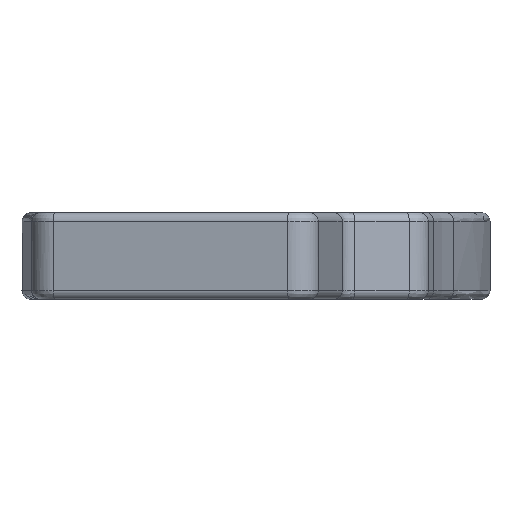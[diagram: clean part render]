
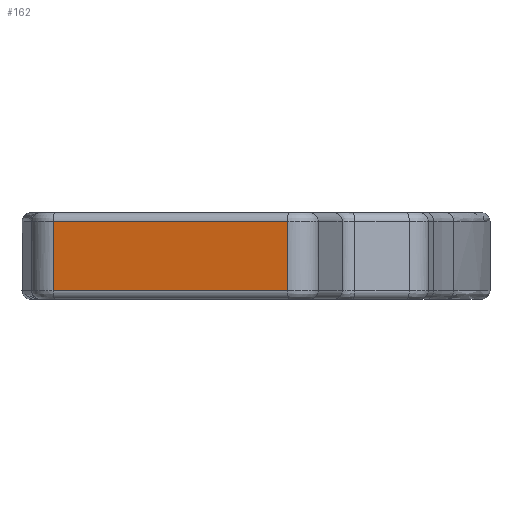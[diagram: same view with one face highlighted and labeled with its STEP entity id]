
A CAD part, left-side view. The second image highlights one B-rep face of the part: STEP entity #162.
In plain terms, the highlighted planar face has unit normal (-0.985, 0.174, 0).
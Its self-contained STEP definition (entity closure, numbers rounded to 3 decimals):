
#162=ADVANCED_FACE('',(#620),#7398,.T.);
#620=FACE_OUTER_BOUND('',#1078,.T.);
#1078=EDGE_LOOP('',(#1993,#1994,#1995,#1996));
#1993=ORIENTED_EDGE('',*,*,#4317,.T.);
#1994=ORIENTED_EDGE('',*,*,#4318,.F.);
#1995=ORIENTED_EDGE('',*,*,#4316,.T.);
#1996=ORIENTED_EDGE('',*,*,#4319,.T.);
#4316=EDGE_CURVE('',#6779,#6777,#6020,.T.);
#4317=EDGE_CURVE('',#6778,#6780,#6021,.T.);
#4318=EDGE_CURVE('',#6779,#6780,#5420,.T.);
#4319=EDGE_CURVE('',#6777,#6778,#5421,.T.);
#5420=(
BOUNDED_CURVE()
B_SPLINE_CURVE(1,(#11302,#11303,#11304,#11305),.UNSPECIFIED.,.F.,.F.)
B_SPLINE_CURVE_WITH_KNOTS((2,1,1,2),(0.,9.,14.6,
15.6),.UNSPECIFIED.)
CURVE()
GEOMETRIC_REPRESENTATION_ITEM()
RATIONAL_B_SPLINE_CURVE((1.,1.,1.,1.))
REPRESENTATION_ITEM('')
);
#5421=(
BOUNDED_CURVE()
B_SPLINE_CURVE(1,(#11306,#11307,#11308,#11309),.UNSPECIFIED.,.F.,.F.)
B_SPLINE_CURVE_WITH_KNOTS((2,1,1,2),(0.,9.,14.6,
15.6),.UNSPECIFIED.)
CURVE()
GEOMETRIC_REPRESENTATION_ITEM()
RATIONAL_B_SPLINE_CURVE((1.,1.,1.,1.))
REPRESENTATION_ITEM('')
);
#6020=B_SPLINE_CURVE_WITH_KNOTS('',1,(#11298,#11299),.UNSPECIFIED.,.F.,
 .F.,(2,2),(0.,53.74),.UNSPECIFIED.);
#6021=B_SPLINE_CURVE_WITH_KNOTS('',1,(#11300,#11301),.UNSPECIFIED.,.F.,
 .F.,(2,2),(0.,53.74),.UNSPECIFIED.);
#6777=VERTEX_POINT('',#9883);
#6778=VERTEX_POINT('',#9884);
#6779=VERTEX_POINT('',#9885);
#6780=VERTEX_POINT('',#9886);
#7398=PLANE('',#7886);
#7886=AXIS2_PLACEMENT_3D('',#8757,#8310,$);
#8310=DIRECTION('',(-0.985,0.174,0.));
#8757=CARTESIAN_POINT('',(-107.699,58.664,3.));
#9883=CARTESIAN_POINT('',(-107.699,58.664,18.6));
#9884=CARTESIAN_POINT('',(-107.699,58.664,3.));
#9885=CARTESIAN_POINT('',(-117.031,5.741,18.6));
#9886=CARTESIAN_POINT('',(-117.031,5.741,3.));
#11298=CARTESIAN_POINT('',(-117.031,5.741,18.6));
#11299=CARTESIAN_POINT('',(-107.699,58.664,18.6));
#11300=CARTESIAN_POINT('',(-107.699,58.664,3.));
#11301=CARTESIAN_POINT('',(-117.031,5.741,3.));
#11302=CARTESIAN_POINT('',(-117.031,5.741,18.6));
#11303=CARTESIAN_POINT('',(-117.031,5.741,9.6));
#11304=CARTESIAN_POINT('',(-117.031,5.741,4.));
#11305=CARTESIAN_POINT('',(-117.031,5.741,3.));
#11306=CARTESIAN_POINT('',(-107.699,58.664,18.6));
#11307=CARTESIAN_POINT('',(-107.699,58.664,9.6));
#11308=CARTESIAN_POINT('',(-107.699,58.664,4.));
#11309=CARTESIAN_POINT('',(-107.699,58.664,3.));
